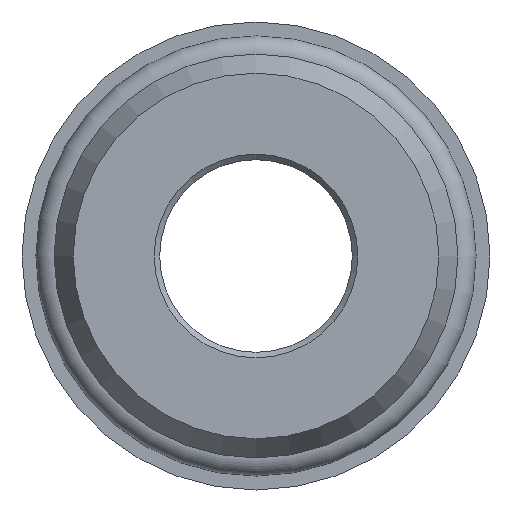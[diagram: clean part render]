
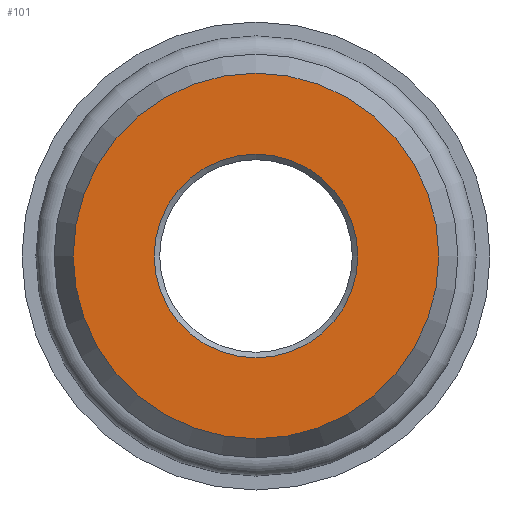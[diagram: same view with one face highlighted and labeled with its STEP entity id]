
A CAD part, front view. The second image highlights one B-rep face of the part: STEP entity #101.
In plain terms, the highlighted planar face has unit normal (0, -1, 0).
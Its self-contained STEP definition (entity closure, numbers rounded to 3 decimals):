
#101 = ADVANCED_FACE( 'NONE', ( #171, #172 ), #173, .T. );
#171 = FACE_OUTER_BOUND( '', #243, .T. );
#172 = FACE_BOUND( '', #244, .T. );
#173 = PLANE( '', #245 );
#243 = EDGE_LOOP( '', ( #426 ) );
#244 = EDGE_LOOP( '', ( #427 ) );
#245 = AXIS2_PLACEMENT_3D( '', #428, #429, #430 );
#426 = ORIENTED_EDGE( '', *, *, #470, .T. );
#427 = ORIENTED_EDGE( '', *, *, #463, .F. );
#428 = CARTESIAN_POINT( '', ( 0., 0., 0. ) );
#429 = DIRECTION( '', ( 0., -1., 0. ) );
#430 = DIRECTION( '', ( 0., 0., -1. ) );
#463 = EDGE_CURVE( 'NONE', #539, #539, #540, .T. );
#470 = EDGE_CURVE( 'NONE', #553, #553, #554, .T. );
#539 = VERTEX_POINT( '', #687 );
#540 = CIRCLE( '', #688, 5.55 );
#553 = VERTEX_POINT( '', #701 );
#554 = CIRCLE( '', #702, 9.961 );
#687 = CARTESIAN_POINT( '', ( 0., 0., -5.55 ) );
#688 = AXIS2_PLACEMENT_3D( '', #784, #785, #786 );
#701 = CARTESIAN_POINT( '', ( 0., 0., -9.961 ) );
#702 = AXIS2_PLACEMENT_3D( '', #805, #806, #807 );
#784 = CARTESIAN_POINT( '', ( 0., 0., 0. ) );
#785 = DIRECTION( '', ( 0., -1., 0. ) );
#786 = DIRECTION( '', ( 0., 0., -1. ) );
#805 = CARTESIAN_POINT( '', ( 0., 0., 0. ) );
#806 = DIRECTION( '', ( 0., -1., 0. ) );
#807 = DIRECTION( '', ( 0., 0., -1. ) );
